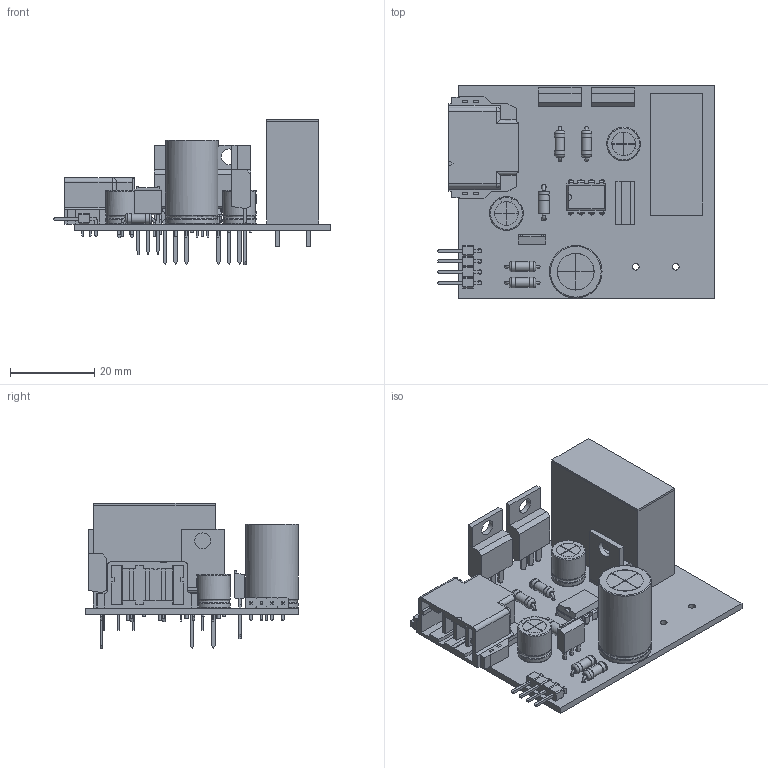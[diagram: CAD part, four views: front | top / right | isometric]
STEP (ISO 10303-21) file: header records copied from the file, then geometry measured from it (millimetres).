
FILE_DESCRIPTION(('KiCad electronic assembly'),'2;1');
FILE_NAME('Peltier_control_slave.step','2019-12-11T11:26:21',( 'An Author'),('A Company'),'Open CASCADE STEP processor 6.9', 'KiCad to STEP converter','Unknown');
FILE_SCHEMA(('AUTOMOTIVE_DESIGN { 1 0 10303 214 1 1 1 1 }'));
Length unit declared in the file: millimetre
Products named in the file (24): Open CASCADE STEP translator 6.9 1; C_Radial_D12.5mm_H20.0mm_P5.00mm; SOLID; FX30B-2S-7.62DS; COMPOUND; D_DO-41_SOD81_P7.62mm_Horizontal; TO-220-2_Vertical; CP_Radial_D8.0mm_P5.00mm; PinHeader_1x04_P2.54mm_Horizontal; DIP-8_W7.62mm; TO-220-3_Vertical; R_Axial_DIN0207_L6.3mm_D2.5mm_P7.62mm_Horizontal; Relay_SPDT_Finder_40.31; TO-251-3_Vertical
Assembly tree (28 placements, depth 3):
  Open CASCADE STEP translator 6.9 1
    C_Radial_D12.5mm_H20.0mm_P5.00mm
      SOLID
    FX30B-2S-7.62DS
      COMPOUND
    D_DO-41_SOD81_P7.62mm_Horizontal
      SOLID
    TO-220-2_Vertical
      SOLID
    CP_Radial_D8.0mm_P5.00mm  x2
      SOLID
    PinHeader_1x04_P2.54mm_Horizontal
      SOLID
    DIP-8_W7.62mm
      SOLID
    TO-220-3_Vertical  x2
      SOLID
    R_Axial_DIN0207_L6.3mm_D2.5mm_P7.62mm_Horizontal  x4
      SOLID
    Relay_SPDT_Finder_40.31
      COMPOUND
    TO-251-3_Vertical
      SOLID
    COMPOUND
Bounding box: 65.92 x 50.8 x 34.75 mm (x, y, z)
Volume: 17019.2 mm3; surface area: 20935 mm2
Topology: 18 solids, 21 shells, 1011 faces, 2597 edges, 1686 vertices
Faces by surface type: plane 577, bspline 252, cylinder 145, torus 23, revolution 14
Full cylindrical faces by diameter (mm): 0.5 x4, 0.6 x10, 0.8 x26, 1 x4, 1.1 x13, 1.35 x5, 1.5 x5, 1.6 x3, 2.25 x4, 2.3 x2, 2.5 x8, 2.7 x2, 2.72 x1, 3.735 x3, 8.75 x3, 9.4 x1, 10 x2, 12.5 x2
Entity records: 64422 total; most frequent: CARTESIAN_POINT 16938, DIRECTION 6953, LINE 4882, VECTOR 4882, ORIENTED_EDGE 4508, PCURVE 4508, DEFINITIONAL_REPRESENTATION 4508, EDGE_CURVE 2254
